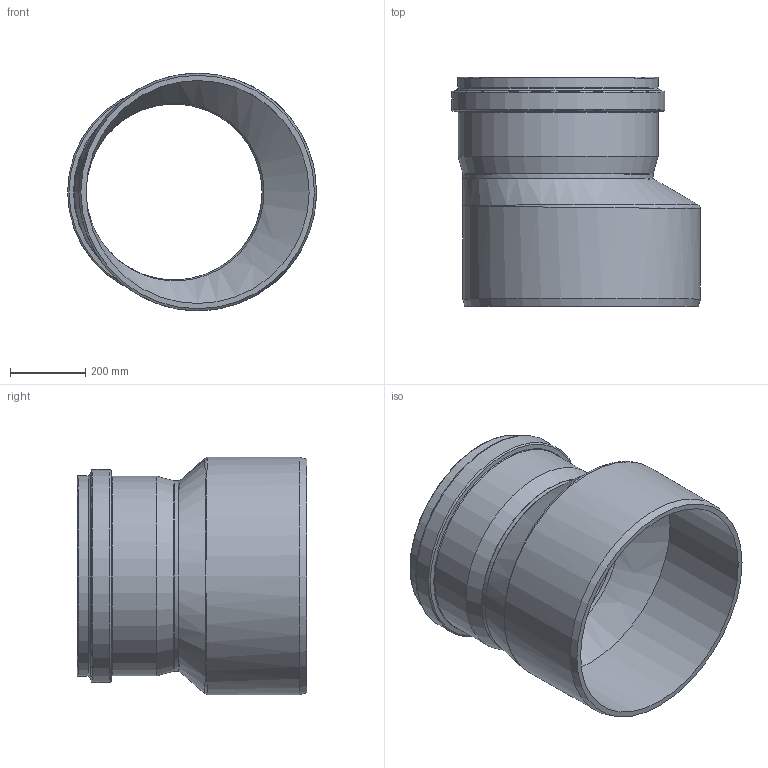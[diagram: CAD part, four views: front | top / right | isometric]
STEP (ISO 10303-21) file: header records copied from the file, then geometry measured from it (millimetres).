
FILE_DESCRIPTION(/* description */ (''),/* implementation_level */ '2;1');
FILE_NAME(/* name */ '771295z.stp',/* time_stamp */ '2023-11-27T11:56:43+01:00',/* author */ ('corinna'),/* organization */ (''),/* preprocessor_version */ 'ST-DEVELOPER v20',/* originating_system */ 'Autodesk Inventor 2024',/* authorisation */ '');
FILE_SCHEMA (('AUTOMOTIVE_DESIGN { 1 0 10303 214 3 1 1 }'));
Length unit declared in the file: millimetre
Products named in the file (1): 771295z
Bounding box: 660 x 608 x 630 mm (x, y, z)
Volume: 20414923.3 mm3; surface area: 2377813.4 mm2
Topology: 1 solids, 1 shells, 43 faces, 120 edges, 74 vertices
Faces by surface type: torus 14, cylinder 11, cone 10, bspline 5, plane 3
Full cylindrical faces by diameter (mm): 466.4 x1, 502 x1, 503 x1, 504.5 x1, 505 x1, 530 x1, 532.5 x1, 535 x1, 565 x1, 591.4 x1, 630 x1
Entity records: 2847 total; most frequent: CARTESIAN_POINT 1698, DIRECTION 257, ORIENTED_EDGE 228, AXIS2_PLACEMENT_3D 118, EDGE_CURVE 114, CIRCLE 79, VERTEX_POINT 74, EDGE_LOOP 46
